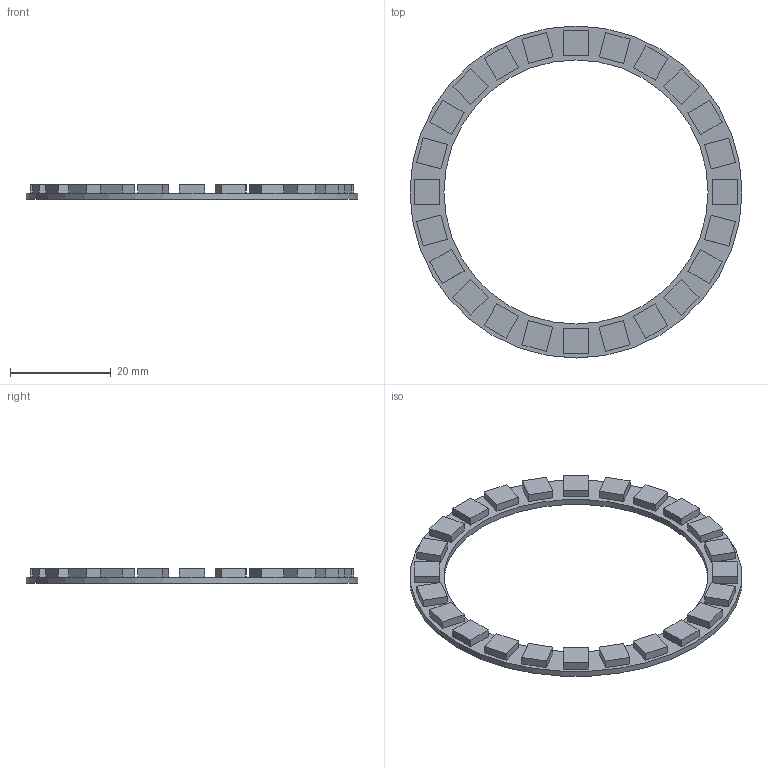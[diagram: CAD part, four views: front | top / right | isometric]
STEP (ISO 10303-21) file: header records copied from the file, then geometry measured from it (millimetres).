
FILE_DESCRIPTION(/* description */ (''),/* implementation_level */ '2;1');
FILE_NAME(/* name */ '1586 24x NeoRing.step',/* time_stamp */ '2018-07-07T16:17:26-04:00',/* author */ ('Adafruit'),/* organization */ (''),/* preprocessor_version */ 'ST-DEVELOPER v17',/* originating_system */ 'Autodesk Translation Framework v7.1.0.215',/* authorisation */ '');
FILE_SCHEMA (('AUTOMOTIVE_DESIGN { 1 0 10303 214 3 1 1 }'));
Length unit declared in the file: millimetre
Products named in the file (1): 24x NeoRing
Bounding box: 66 x 66 x 2.8 mm (x, y, z)
Volume: 2467.7 mm3; surface area: 3727.6 mm2
Topology: 1 solids, 1 shells, 124 faces, 294 edges, 196 vertices
Faces by surface type: plane 122, cylinder 2
Full cylindrical faces by diameter (mm): 52.5 x1, 66 x1
Entity records: 3539 total; most frequent: CARTESIAN_POINT 615, ORIENTED_EDGE 588, DIRECTION 548, EDGE_CURVE 294, LINE 290, VECTOR 290, VERTEX_POINT 196, EDGE_LOOP 150
